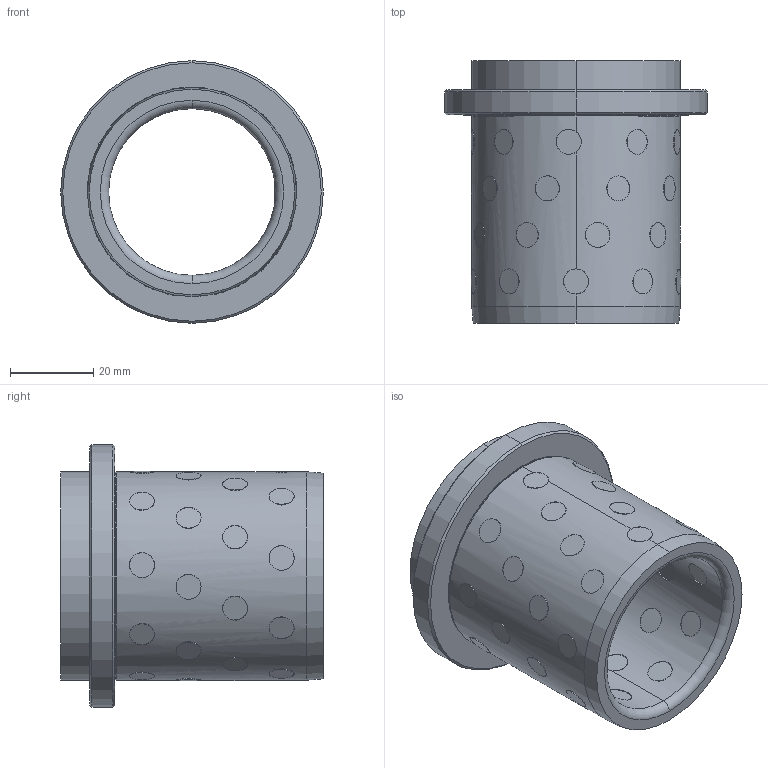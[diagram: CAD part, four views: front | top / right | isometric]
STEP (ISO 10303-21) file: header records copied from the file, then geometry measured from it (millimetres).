
FILE_DESCRIPTION (( 'STEP AP214' ), '1' );
FILE_NAME ('JNM-40.STEP', '2021-10-20T09:03:31', ( '' ), ( '' ), 'SwSTEP 2.0', 'SolidWorks 2016', '' );
FILE_SCHEMA (( 'AUTOMOTIVE_DESIGN' ));
Length unit declared in the file: millimetre
Products named in the file (41): ʯī-L5; JNM-D40-L63; JNM-40
Assembly tree (38 placements, depth 2):
  ʯī-L5
  ʯī-L5
  ʯī-L5
  ʯī-L5
  ʯī-L5
Bounding box: 63 x 63 x 63 mm (x, y, z)
Volume: 50918.4 mm3; surface area: 28169.3 mm2
Topology: 37 solids, 37 shells, 244 faces, 510 edges, 336 vertices
Faces by surface type: cylinder 154, plane 76, cone 8, torus 6
Entity records: 8971 total; most frequent: CARTESIAN_POINT 5389, ORIENTED_EDGE 598, DIRECTION 479, EDGE_CURVE 299, VERTEX_POINT 194, AXIS2_PLACEMENT_3D 190, EDGE_LOOP 173, B_SPLINE_CURVE_WITH_KNOTS 159
